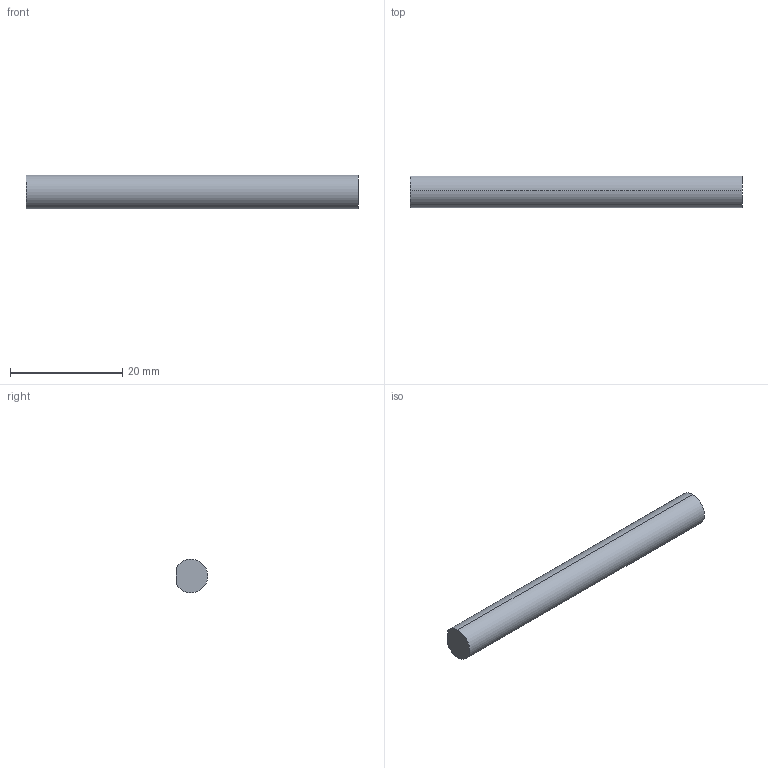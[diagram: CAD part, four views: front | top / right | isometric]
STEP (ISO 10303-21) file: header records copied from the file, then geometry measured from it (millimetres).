
FILE_DESCRIPTION (( 'STEP AP214' ), '1' );
FILE_NAME ('shaft_round_wcut_6mm_for_wheel.step', '2023-05-17T11:18:46', ( '' ), ( '' ), 'SwSTEP 2.0', 'SolidWorks 2022', '' );
FILE_SCHEMA (( 'AUTOMOTIVE_DESIGN' ));
Length unit declared in the file: millimetre
Products named in the file (1): shaft_round_wcut_6mm_for_wheel
Bounding box: 59.1 x 5.6 x 6 mm (x, y, z)
Volume: 1622.8 mm3; surface area: 1160.6 mm2
Topology: 1 solids, 1 shells, 6 faces, 12 edges, 8 vertices
Faces by surface type: cylinder 3, plane 3
Entity records: 196 total; most frequent: DIRECTION 32, CARTESIAN_POINT 27, ORIENTED_EDGE 24, AXIS2_PLACEMENT_3D 13, EDGE_CURVE 12, VERTEX_POINT 8, ADVANCED_FACE 6, FACE_OUTER_BOUND 6
